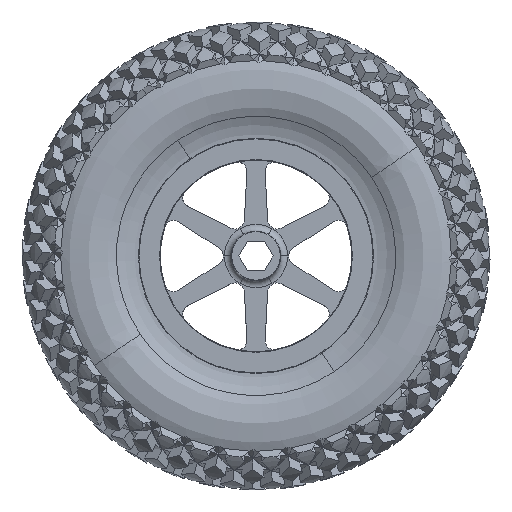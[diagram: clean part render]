
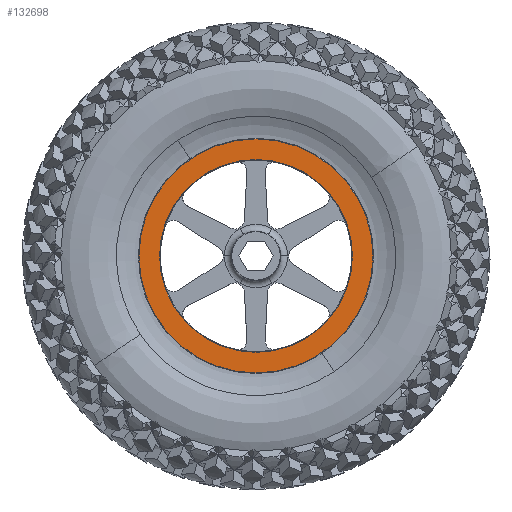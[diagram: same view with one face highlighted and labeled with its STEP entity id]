
A CAD part, top view. The second image highlights one B-rep face of the part: STEP entity #132698.
In plain terms, the highlighted planar face has unit normal (0, 0, 1).
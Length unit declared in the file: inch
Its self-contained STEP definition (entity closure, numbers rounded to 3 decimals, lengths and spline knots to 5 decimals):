
#1063 = CARTESIAN_POINT ( 'NONE',  ( 1.99, 0., 0.61171 ) ) ;
#8777 = CARTESIAN_POINT ( 'NONE',  ( 0., 0., 0.61171 ) ) ;
#9258 = ORIENTED_EDGE ( 'NONE', *, *, #102746, .T. ) ;
#10882 = DIRECTION ( 'NONE',  ( 0., 0., -1. ) ) ;
#12549 = DIRECTION ( 'NONE',  ( 0., 0., 1. ) ) ;
#25013 = CIRCLE ( 'NONE', #121566, 1.99 ) ;
#27138 = EDGE_CURVE ( 'NONE', #46482, #113204, #88491, .T. ) ;
#41409 = CARTESIAN_POINT ( 'NONE',  ( -1.99, 0., 0.61171 ) ) ;
#45987 = EDGE_CURVE ( 'NONE', #113204, #46482, #25013, .T. ) ;
#46482 = VERTEX_POINT ( 'NONE', #1063 ) ;
#53159 = AXIS2_PLACEMENT_3D ( 'NONE', #134459, #10882, #66902 ) ;
#61913 = CIRCLE ( 'NONE', #81429, 1.64 ) ;
#62301 = VERTEX_POINT ( 'NONE', #126310 ) ;
#65869 = ORIENTED_EDGE ( 'NONE', *, *, #45987, .T. ) ;
#66902 = DIRECTION ( 'NONE',  ( -1., 0., 0. ) ) ;
#67148 = FACE_BOUND ( 'NONE', #108811, .T. ) ;
#69045 = CARTESIAN_POINT ( 'NONE',  ( 0., 0., 0.61171 ) ) ;
#80683 = EDGE_CURVE ( 'NONE', #104824, #62301, #142088, .T. ) ;
#81429 = AXIS2_PLACEMENT_3D ( 'NONE', #99525, #121741, #132135 ) ;
#81659 = CARTESIAN_POINT ( 'NONE',  ( 1.64, 0., 0.61171 ) ) ;
#88491 = CIRCLE ( 'NONE', #127383, 1.99 ) ;
#88887 = DIRECTION ( 'NONE',  ( -1., 0., 0. ) ) ;
#91136 = DIRECTION ( 'NONE',  ( 0., 0., -1. ) ) ;
#94833 = ORIENTED_EDGE ( 'NONE', *, *, #80683, .T. ) ;
#95345 = ORIENTED_EDGE ( 'NONE', *, *, #27138, .T. ) ;
#99525 = CARTESIAN_POINT ( 'NONE',  ( 0., 0., 0.61171 ) ) ;
#99733 = DIRECTION ( 'NONE',  ( 0., 0., 1. ) ) ;
#100932 = PLANE ( 'NONE',  #111855 ) ;
#102746 = EDGE_CURVE ( 'NONE', #62301, #104824, #61913, .T. ) ;
#104824 = VERTEX_POINT ( 'NONE', #81659 ) ;
#108811 = EDGE_LOOP ( 'NONE', ( #94833, #9258 ) ) ;
#111157 = EDGE_LOOP ( 'NONE', ( #65869, #95345 ) ) ;
#111855 = AXIS2_PLACEMENT_3D ( 'NONE', #112339, #91136, #134043 ) ;
#112339 = CARTESIAN_POINT ( 'NONE',  ( 0., 0., 0.61171 ) ) ;
#113204 = VERTEX_POINT ( 'NONE', #41409 ) ;
#121566 = AXIS2_PLACEMENT_3D ( 'NONE', #8777, #99733, #88887 ) ;
#121741 = DIRECTION ( 'NONE',  ( 0., 0., -1. ) ) ;
#125463 = FACE_OUTER_BOUND ( 'NONE', #111157, .T. ) ;
#126310 = CARTESIAN_POINT ( 'NONE',  ( -1.64, 0., 0.61171 ) ) ;
#127383 = AXIS2_PLACEMENT_3D ( 'NONE', #69045, #12549, #135112 ) ;
#132135 = DIRECTION ( 'NONE',  ( -1., 0., 0. ) ) ;
#132698 = ADVANCED_FACE ( 'NONE', ( #125463, #67148 ), #100932, .F. ) ;
#134043 = DIRECTION ( 'NONE',  ( -1., 0., 0. ) ) ;
#134459 = CARTESIAN_POINT ( 'NONE',  ( 0., 0., 0.61171 ) ) ;
#135112 = DIRECTION ( 'NONE',  ( -1., 0., 0. ) ) ;
#142088 = CIRCLE ( 'NONE', #53159, 1.64 ) ;
